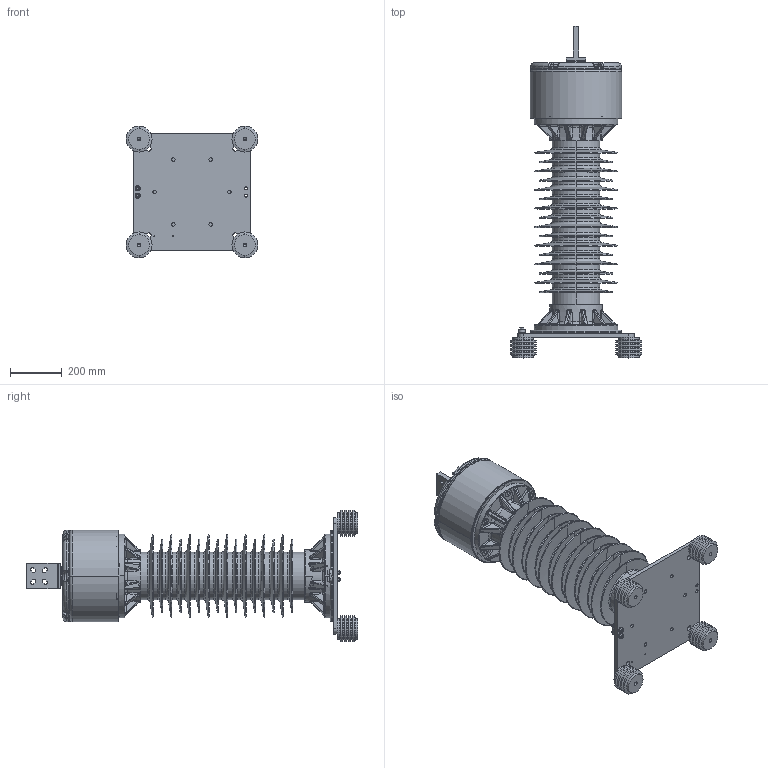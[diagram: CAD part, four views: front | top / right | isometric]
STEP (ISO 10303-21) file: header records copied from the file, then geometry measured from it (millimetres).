
FILE_DESCRIPTION((''),'2;1');
FILE_NAME('1HSE220062-919_SW0001','2016-11-02T',('sebjsjo1'),('ABB Technology Ltd.'),'PRO/ENGINEER BY PARAMETRIC TECHNOLOGY CORPORATION, 2015110','PRO/ENGINEER BY PARAMETRIC TECHNOLOGY CORPORATION, 2015110','');
FILE_SCHEMA(('CONFIG_CONTROL_DESIGN'));
Length unit declared in the file: millimetre
Products named in the file (1): 1HSE220062-919_SW0001
Bounding box: 510 x 1286 x 510 mm (x, y, z)
Surface area: 4386808.8 mm2 (no closed solid volume)
Topology: 0 solids, 54 shells, 1580 faces, 4670 edges, 3118 vertices
Faces by surface type: cylinder 465, bspline 327, plane 298, torus 257, cone 217, sphere 16
Entity records: 67969 total; most frequent: CARTESIAN_POINT 28151, ORIENTED_EDGE 8040, DIRECTION 7935, EDGE_CURVE 4642, VERTEX_POINT 3118, AXIS2_PLACEMENT_3D 3004, VECTOR 1927, LINE 1927
